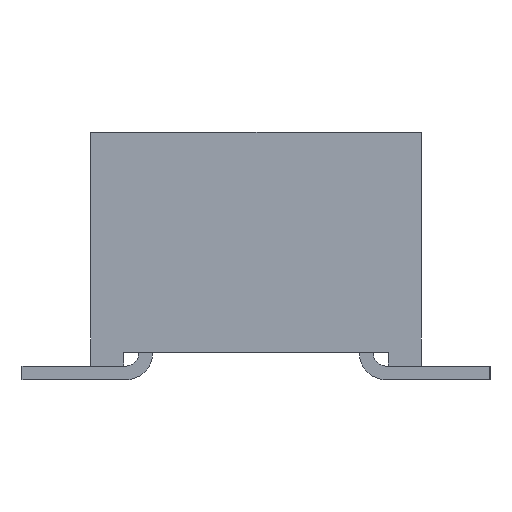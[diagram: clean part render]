
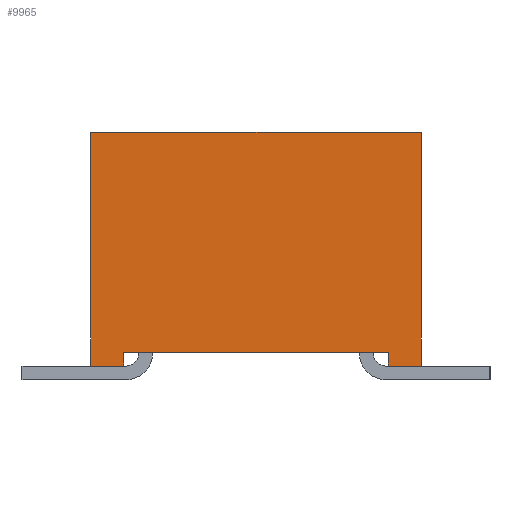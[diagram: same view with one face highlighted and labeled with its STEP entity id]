
A CAD part, left-side view. The second image highlights one B-rep face of the part: STEP entity #9965.
In plain terms, the highlighted planar face has unit normal (-1, 0, 0).
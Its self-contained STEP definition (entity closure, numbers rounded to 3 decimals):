
#9965 = ADVANCED_FACE('',(#9966),#10032,.F.);
#9966 = FACE_BOUND('',#9967,.T.);
#9967 = EDGE_LOOP('',(#9968,#9978,#9986,#9994,#10002,#10010,#10018,
    #10026));
#9968 = ORIENTED_EDGE('',*,*,#9969,.T.);
#9969 = EDGE_CURVE('',#9970,#9972,#9974,.T.);
#9970 = VERTEX_POINT('',#9971);
#9971 = CARTESIAN_POINT('',(-23.711,-1.219,0.277));
#9972 = VERTEX_POINT('',#9973);
#9973 = CARTESIAN_POINT('',(-23.711,-1.219,0.15));
#9974 = LINE('',#9975,#9976);
#9975 = CARTESIAN_POINT('',(-23.711,-1.219,0.277));
#9976 = VECTOR('',#9977,1.);
#9977 = DIRECTION('',(0.,0.,-1.));
#9978 = ORIENTED_EDGE('',*,*,#9979,.T.);
#9979 = EDGE_CURVE('',#9972,#9980,#9982,.T.);
#9980 = VERTEX_POINT('',#9981);
#9981 = CARTESIAN_POINT('',(-23.711,-1.524,0.15));
#9982 = LINE('',#9983,#9984);
#9983 = CARTESIAN_POINT('',(-23.711,1.524,0.15));
#9984 = VECTOR('',#9985,1.);
#9985 = DIRECTION('',(0.,-1.,0.));
#9986 = ORIENTED_EDGE('',*,*,#9987,.F.);
#9987 = EDGE_CURVE('',#9988,#9980,#9990,.T.);
#9988 = VERTEX_POINT('',#9989);
#9989 = CARTESIAN_POINT('',(-23.711,-1.524,2.309));
#9990 = LINE('',#9991,#9992);
#9991 = CARTESIAN_POINT('',(-23.711,-1.524,2.309));
#9992 = VECTOR('',#9993,1.);
#9993 = DIRECTION('',(0.,0.,-1.));
#9994 = ORIENTED_EDGE('',*,*,#9995,.F.);
#9995 = EDGE_CURVE('',#9996,#9988,#9998,.T.);
#9996 = VERTEX_POINT('',#9997);
#9997 = CARTESIAN_POINT('',(-23.711,1.524,2.309));
#9998 = LINE('',#9999,#10000);
#9999 = CARTESIAN_POINT('',(-23.711,1.524,2.309));
#10000 = VECTOR('',#10001,1.);
#10001 = DIRECTION('',(0.,-1.,0.));
#10002 = ORIENTED_EDGE('',*,*,#10003,.T.);
#10003 = EDGE_CURVE('',#9996,#10004,#10006,.T.);
#10004 = VERTEX_POINT('',#10005);
#10005 = CARTESIAN_POINT('',(-23.711,1.524,0.15));
#10006 = LINE('',#10007,#10008);
#10007 = CARTESIAN_POINT('',(-23.711,1.524,2.309));
#10008 = VECTOR('',#10009,1.);
#10009 = DIRECTION('',(0.,0.,-1.));
#10010 = ORIENTED_EDGE('',*,*,#10011,.T.);
#10011 = EDGE_CURVE('',#10004,#10012,#10014,.T.);
#10012 = VERTEX_POINT('',#10013);
#10013 = CARTESIAN_POINT('',(-23.711,1.219,0.15));
#10014 = LINE('',#10015,#10016);
#10015 = CARTESIAN_POINT('',(-23.711,1.524,0.15));
#10016 = VECTOR('',#10017,1.);
#10017 = DIRECTION('',(0.,-1.,0.));
#10018 = ORIENTED_EDGE('',*,*,#10019,.T.);
#10019 = EDGE_CURVE('',#10012,#10020,#10022,.T.);
#10020 = VERTEX_POINT('',#10021);
#10021 = CARTESIAN_POINT('',(-23.711,1.219,0.277));
#10022 = LINE('',#10023,#10024);
#10023 = CARTESIAN_POINT('',(-23.711,1.219,0.023));
#10024 = VECTOR('',#10025,1.);
#10025 = DIRECTION('',(0.,0.,1.));
#10026 = ORIENTED_EDGE('',*,*,#10027,.T.);
#10027 = EDGE_CURVE('',#10020,#9970,#10028,.T.);
#10028 = LINE('',#10029,#10030);
#10029 = CARTESIAN_POINT('',(-23.711,1.219,0.277));
#10030 = VECTOR('',#10031,1.);
#10031 = DIRECTION('',(0.,-1.,0.));
#10032 = PLANE('',#10033);
#10033 = AXIS2_PLACEMENT_3D('',#10034,#10035,#10036);
#10034 = CARTESIAN_POINT('',(-23.711,1.524,2.309));
#10035 = DIRECTION('',(1.,0.,0.));
#10036 = DIRECTION('',(0.,1.,0.));
